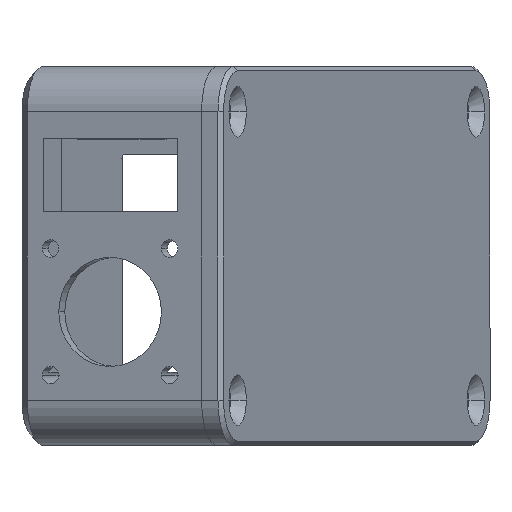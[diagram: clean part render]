
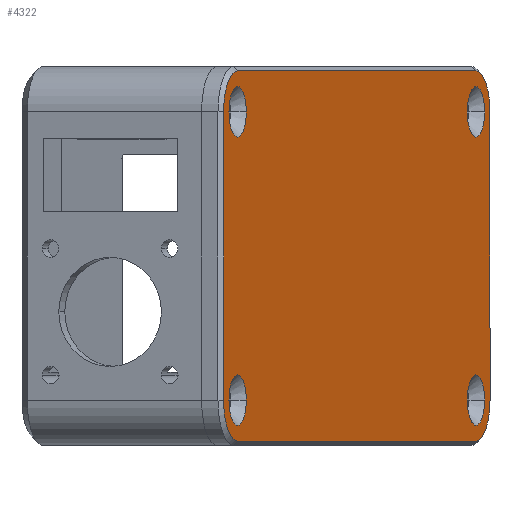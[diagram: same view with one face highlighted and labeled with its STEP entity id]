
A CAD part, left-side view. The second image highlights one B-rep face of the part: STEP entity #4322.
In plain terms, the highlighted planar face has unit normal (-0.342, -0.94, 0).
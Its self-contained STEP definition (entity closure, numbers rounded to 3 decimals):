
#82 = EDGE_CURVE ( 'NONE', #3707, #994, #5270, .T. ) ;
#91 = VECTOR ( 'NONE', #3495, 1000. ) ;
#96 = CARTESIAN_POINT ( 'NONE',  ( 76.238, 17.293, 4.78 ) ) ;
#107 = VERTEX_POINT ( 'NONE', #4380 ) ;
#128 = FACE_BOUND ( 'NONE', #990, .T. ) ;
#184 = CARTESIAN_POINT ( 'NONE',  ( -3.167, 46.194, 4.78 ) ) ;
#269 = EDGE_CURVE ( 'NONE', #5501, #1289, #500, .T. ) ;
#273 = DIRECTION ( 'NONE',  ( 0.94, -0.342, 0. ) ) ;
#340 = EDGE_LOOP ( 'NONE', ( #411, #2477, #2964, #1966, #1183, #3451, #4335, #1365 ) ) ;
#373 = EDGE_LOOP ( 'NONE', ( #2112, #5091 ) ) ;
#411 = ORIENTED_EDGE ( 'NONE', *, *, #5371, .T. ) ;
#418 = CARTESIAN_POINT ( 'NONE',  ( 76.238, 17.293, 42.48 ) ) ;
#480 = VERTEX_POINT ( 'NONE', #4186 ) ;
#500 = LINE ( 'NONE', #2271, #1654 ) ;
#562 = ORIENTED_EDGE ( 'NONE', *, *, #1965, .T. ) ;
#614 = DIRECTION ( 'NONE',  ( -0.342, -0.94, 0. ) ) ;
#651 = VERTEX_POINT ( 'NONE', #958 ) ;
#672 = VERTEX_POINT ( 'NONE', #1364 ) ;
#686 = AXIS2_PLACEMENT_3D ( 'NONE', #4949, #4158, #3214 ) ;
#707 = DIRECTION ( 'NONE',  ( 0.342, 0.94, 0. ) ) ;
#746 = DIRECTION ( 'NONE',  ( -0.342, -0.94, 0. ) ) ;
#754 = AXIS2_PLACEMENT_3D ( 'NONE', #96, #985, #3262 ) ;
#792 = DIRECTION ( 'NONE',  ( 0.94, -0.342, 0. ) ) ;
#869 = DIRECTION ( 'NONE',  ( -0.342, -0.94, 0. ) ) ;
#911 = CIRCLE ( 'NONE', #2927, 4.7 ) ;
#932 = CARTESIAN_POINT ( 'NONE',  ( 1.25, 44.586, 37.78 ) ) ;
#933 = DIRECTION ( 'NONE',  ( 0.94, -0.342, 0. ) ) ;
#948 = CARTESIAN_POINT ( 'NONE',  ( 80.654, 15.685, 37.78 ) ) ;
#958 = CARTESIAN_POINT ( 'NONE',  ( 73.512, 18.285, 4.78 ) ) ;
#985 = DIRECTION ( 'NONE',  ( 0.342, 0.94, 0. ) ) ;
#990 = EDGE_LOOP ( 'NONE', ( #562, #4921 ) ) ;
#994 = VERTEX_POINT ( 'NONE', #3906 ) ;
#1005 = CIRCLE ( 'NONE', #4159, 4.7 ) ;
#1131 = AXIS2_PLACEMENT_3D ( 'NONE', #1710, #3479, #3511 ) ;
#1174 = CARTESIAN_POINT ( 'NONE',  ( 1.25, 44.586, 4.78 ) ) ;
#1183 = ORIENTED_EDGE ( 'NONE', *, *, #5043, .T. ) ;
#1224 = LINE ( 'NONE', #5610, #1389 ) ;
#1289 = VERTEX_POINT ( 'NONE', #2318 ) ;
#1364 = CARTESIAN_POINT ( 'NONE',  ( -3.167, 46.194, 37.78 ) ) ;
#1365 = ORIENTED_EDGE ( 'NONE', *, *, #3029, .T. ) ;
#1378 = CARTESIAN_POINT ( 'NONE',  ( 1.25, 44.586, 0.08 ) ) ;
#1389 = VECTOR ( 'NONE', #4270, 1000. ) ;
#1423 = CIRCLE ( 'NONE', #2620, 2.9 ) ;
#1428 = DIRECTION ( 'NONE',  ( 0.342, 0.94, 0. ) ) ;
#1533 = EDGE_CURVE ( 'NONE', #1727, #4399, #1764, .T. ) ;
#1618 = CARTESIAN_POINT ( 'NONE',  ( 76.238, 17.293, 4.78 ) ) ;
#1654 = VECTOR ( 'NONE', #2734, 1000. ) ;
#1674 = DIRECTION ( 'NONE',  ( -0.342, -0.94, 0. ) ) ;
#1710 = CARTESIAN_POINT ( 'NONE',  ( 76.238, 17.293, 4.78 ) ) ;
#1727 = VERTEX_POINT ( 'NONE', #5582 ) ;
#1764 = CIRCLE ( 'NONE', #2418, 2.9 ) ;
#1879 = CARTESIAN_POINT ( 'NONE',  ( 1.25, 44.586, 37.78 ) ) ;
#1894 = FACE_BOUND ( 'NONE', #1895, .T. ) ;
#1895 = EDGE_LOOP ( 'NONE', ( #2754, #3714 ) ) ;
#1965 = EDGE_CURVE ( 'NONE', #5531, #651, #2609, .T. ) ;
#1966 = ORIENTED_EDGE ( 'NONE', *, *, #3963, .T. ) ;
#1974 = CARTESIAN_POINT ( 'NONE',  ( 73.512, 18.285, 37.78 ) ) ;
#1981 = CIRCLE ( 'NONE', #686, 2.9 ) ;
#2042 = EDGE_CURVE ( 'NONE', #4399, #1727, #3824, .T. ) ;
#2073 = EDGE_CURVE ( 'NONE', #651, #5531, #4190, .T. ) ;
#2112 = ORIENTED_EDGE ( 'NONE', *, *, #3051, .T. ) ;
#2124 = AXIS2_PLACEMENT_3D ( 'NONE', #4854, #869, #933 ) ;
#2234 = DIRECTION ( 'NONE',  ( 0.94, -0.342, 0. ) ) ;
#2271 = CARTESIAN_POINT ( 'NONE',  ( 76.238, 17.293, 0.08 ) ) ;
#2318 = CARTESIAN_POINT ( 'NONE',  ( 76.238, 17.293, 0.08 ) ) ;
#2350 = CIRCLE ( 'NONE', #4574, 2.9 ) ;
#2384 = CARTESIAN_POINT ( 'NONE',  ( -1.475, 45.578, 4.78 ) ) ;
#2418 = AXIS2_PLACEMENT_3D ( 'NONE', #5205, #2999, #4885 ) ;
#2477 = ORIENTED_EDGE ( 'NONE', *, *, #269, .T. ) ;
#2528 = EDGE_CURVE ( 'NONE', #5052, #3747, #1423, .T. ) ;
#2559 = DIRECTION ( 'NONE',  ( 0.342, 0.94, 0. ) ) ;
#2609 = CIRCLE ( 'NONE', #1131, 2.9 ) ;
#2620 = AXIS2_PLACEMENT_3D ( 'NONE', #1879, #5426, #4138 ) ;
#2643 = FACE_BOUND ( 'NONE', #373, .T. ) ;
#2647 = CIRCLE ( 'NONE', #3395, 4.7 ) ;
#2703 = PLANE ( 'NONE',  #2124 ) ;
#2722 = VECTOR ( 'NONE', #3348, 1000. ) ;
#2734 = DIRECTION ( 'NONE',  ( 0.94, -0.342, 0. ) ) ;
#2754 = ORIENTED_EDGE ( 'NONE', *, *, #1533, .T. ) ;
#2856 = EDGE_CURVE ( 'NONE', #3747, #5052, #1981, .T. ) ;
#2927 = AXIS2_PLACEMENT_3D ( 'NONE', #3904, #1674, #3446 ) ;
#2937 = LINE ( 'NONE', #5145, #2722 ) ;
#2964 = ORIENTED_EDGE ( 'NONE', *, *, #4990, .T. ) ;
#2999 = DIRECTION ( 'NONE',  ( 0.342, 0.94, 0. ) ) ;
#3029 = EDGE_CURVE ( 'NONE', #672, #4415, #2937, .T. ) ;
#3051 = EDGE_CURVE ( 'NONE', #994, #3707, #2350, .T. ) ;
#3090 = DIRECTION ( 'NONE',  ( 0.94, -0.342, 0. ) ) ;
#3154 = ORIENTED_EDGE ( 'NONE', *, *, #2856, .T. ) ;
#3161 = LINE ( 'NONE', #948, #91 ) ;
#3214 = DIRECTION ( 'NONE',  ( 0.94, -0.342, 0. ) ) ;
#3262 = DIRECTION ( 'NONE',  ( 0.94, -0.342, 0. ) ) ;
#3300 = EDGE_CURVE ( 'NONE', #480, #672, #1005, .T. ) ;
#3348 = DIRECTION ( 'NONE',  ( 0., 0., -1. ) ) ;
#3377 = CARTESIAN_POINT ( 'NONE',  ( 76.238, 17.293, 37.78 ) ) ;
#3395 = AXIS2_PLACEMENT_3D ( 'NONE', #1174, #5618, #792 ) ;
#3446 = DIRECTION ( 'NONE',  ( 0.94, -0.342, 0. ) ) ;
#3451 = ORIENTED_EDGE ( 'NONE', *, *, #4193, .T. ) ;
#3479 = DIRECTION ( 'NONE',  ( 0.342, 0.94, 0. ) ) ;
#3495 = DIRECTION ( 'NONE',  ( 0., 0., 1. ) ) ;
#3511 = DIRECTION ( 'NONE',  ( 0.94, -0.342, 0. ) ) ;
#3692 = DIRECTION ( 'NONE',  ( 0.94, -0.342, 0. ) ) ;
#3696 = CIRCLE ( 'NONE', #4899, 4.7 ) ;
#3707 = VERTEX_POINT ( 'NONE', #1974 ) ;
#3714 = ORIENTED_EDGE ( 'NONE', *, *, #2042, .T. ) ;
#3747 = VERTEX_POINT ( 'NONE', #4692 ) ;
#3824 = CIRCLE ( 'NONE', #4655, 2.9 ) ;
#3826 = DIRECTION ( 'NONE',  ( 0.94, -0.342, 0. ) ) ;
#3904 = CARTESIAN_POINT ( 'NONE',  ( 76.238, 17.293, 37.78 ) ) ;
#3906 = CARTESIAN_POINT ( 'NONE',  ( 78.963, 16.301, 37.78 ) ) ;
#3963 = EDGE_CURVE ( 'NONE', #107, #5177, #3161, .T. ) ;
#4138 = DIRECTION ( 'NONE',  ( 0.94, -0.342, 0. ) ) ;
#4158 = DIRECTION ( 'NONE',  ( 0.342, 0.94, 0. ) ) ;
#4159 = AXIS2_PLACEMENT_3D ( 'NONE', #932, #614, #3692 ) ;
#4186 = CARTESIAN_POINT ( 'NONE',  ( 1.25, 44.586, 42.48 ) ) ;
#4190 = CIRCLE ( 'NONE', #754, 2.9 ) ;
#4193 = EDGE_CURVE ( 'NONE', #5106, #480, #1224, .T. ) ;
#4270 = DIRECTION ( 'NONE',  ( -0.94, 0.342, 0. ) ) ;
#4322 = ADVANCED_FACE ( 'NONE', ( #4532, #1894, #128, #2643, #4407 ), #2703, .T. ) ;
#4335 = ORIENTED_EDGE ( 'NONE', *, *, #3300, .T. ) ;
#4362 = CARTESIAN_POINT ( 'NONE',  ( 3.975, 43.594, 37.78 ) ) ;
#4380 = CARTESIAN_POINT ( 'NONE',  ( 80.654, 15.685, 4.78 ) ) ;
#4399 = VERTEX_POINT ( 'NONE', #2384 ) ;
#4407 = FACE_BOUND ( 'NONE', #5020, .T. ) ;
#4415 = VERTEX_POINT ( 'NONE', #184 ) ;
#4532 = FACE_OUTER_BOUND ( 'NONE', #340, .T. ) ;
#4574 = AXIS2_PLACEMENT_3D ( 'NONE', #3377, #707, #273 ) ;
#4655 = AXIS2_PLACEMENT_3D ( 'NONE', #4966, #1428, #2234 ) ;
#4692 = CARTESIAN_POINT ( 'NONE',  ( -1.475, 45.578, 37.78 ) ) ;
#4854 = CARTESIAN_POINT ( 'NONE',  ( 14.476, 39.772, 0. ) ) ;
#4885 = DIRECTION ( 'NONE',  ( 0.94, -0.342, 0. ) ) ;
#4899 = AXIS2_PLACEMENT_3D ( 'NONE', #1618, #746, #3826 ) ;
#4921 = ORIENTED_EDGE ( 'NONE', *, *, #2073, .T. ) ;
#4949 = CARTESIAN_POINT ( 'NONE',  ( 1.25, 44.586, 37.78 ) ) ;
#4966 = CARTESIAN_POINT ( 'NONE',  ( 1.25, 44.586, 4.78 ) ) ;
#4990 = EDGE_CURVE ( 'NONE', #1289, #107, #3696, .T. ) ;
#5020 = EDGE_LOOP ( 'NONE', ( #5250, #3154 ) ) ;
#5043 = EDGE_CURVE ( 'NONE', #5177, #5106, #911, .T. ) ;
#5052 = VERTEX_POINT ( 'NONE', #4362 ) ;
#5091 = ORIENTED_EDGE ( 'NONE', *, *, #82, .T. ) ;
#5106 = VERTEX_POINT ( 'NONE', #418 ) ;
#5145 = CARTESIAN_POINT ( 'NONE',  ( -3.167, 46.194, 4.78 ) ) ;
#5177 = VERTEX_POINT ( 'NONE', #5274 ) ;
#5205 = CARTESIAN_POINT ( 'NONE',  ( 1.25, 44.586, 4.78 ) ) ;
#5250 = ORIENTED_EDGE ( 'NONE', *, *, #2528, .T. ) ;
#5270 = CIRCLE ( 'NONE', #5647, 2.9 ) ;
#5274 = CARTESIAN_POINT ( 'NONE',  ( 80.654, 15.685, 37.78 ) ) ;
#5371 = EDGE_CURVE ( 'NONE', #4415, #5501, #2647, .T. ) ;
#5426 = DIRECTION ( 'NONE',  ( 0.342, 0.94, 0. ) ) ;
#5501 = VERTEX_POINT ( 'NONE', #1378 ) ;
#5531 = VERTEX_POINT ( 'NONE', #5701 ) ;
#5582 = CARTESIAN_POINT ( 'NONE',  ( 3.975, 43.594, 4.78 ) ) ;
#5610 = CARTESIAN_POINT ( 'NONE',  ( 1.25, 44.586, 42.48 ) ) ;
#5618 = DIRECTION ( 'NONE',  ( -0.342, -0.94, 0. ) ) ;
#5640 = CARTESIAN_POINT ( 'NONE',  ( 76.238, 17.293, 37.78 ) ) ;
#5647 = AXIS2_PLACEMENT_3D ( 'NONE', #5640, #2559, #3090 ) ;
#5701 = CARTESIAN_POINT ( 'NONE',  ( 78.963, 16.301, 4.78 ) ) ;
